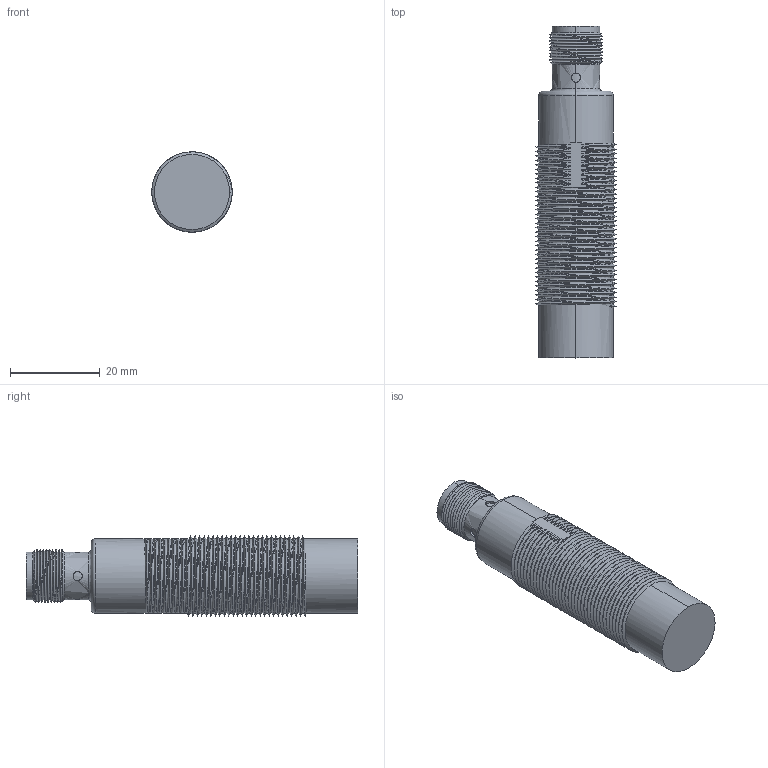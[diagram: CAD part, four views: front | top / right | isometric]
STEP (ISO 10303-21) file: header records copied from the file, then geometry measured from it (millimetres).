
FILE_DESCRIPTION( ('This file contains a STEP AP42 implementation' ,'as created by ZW3D STEP Interface translator.') ,'2;1' );
FILE_NAME( 'OCN2-1816X-XRL4.stp' ,'20 513.134915', (''), ('ZWCAD Software Co.'), 'Version 1.0', 'ZW3D to STEP translator', '' );
FILE_SCHEMA(('AUTOMOTIVE_DESIGN'));
Length unit declared in the file: millimetre
Products named in the file (2): 0; OCN2-1816X-XRS4
Bounding box: 17.9 x 74 x 17.9 mm (x, y, z)
Volume: 14294.3 mm3; surface area: 5964.7 mm2
Topology: 5 solids, 5 shells, 198 faces, 539 edges, 351 vertices
Faces by surface type: bspline 198
Entity records: 24722 total; most frequent: CARTESIAN_POINT 21608, ORIENTED_EDGE 1070, EDGE_CURVE 535, VERTEX_POINT 351, B_SPLINE_CURVE_WITH_KNOTS 287, EDGE_LOOP 202, FACE_OUTER_BOUND 198, ADVANCED_FACE 198
